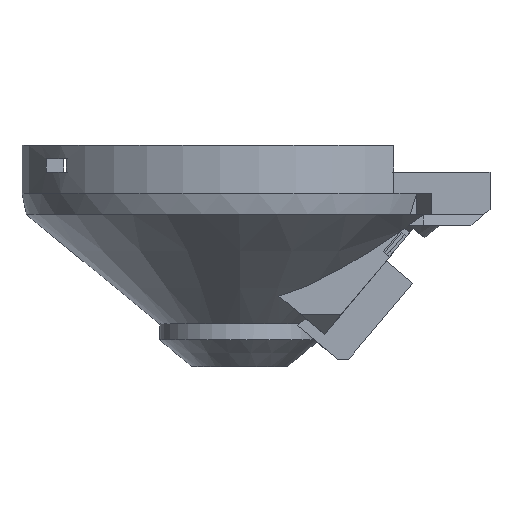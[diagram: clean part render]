
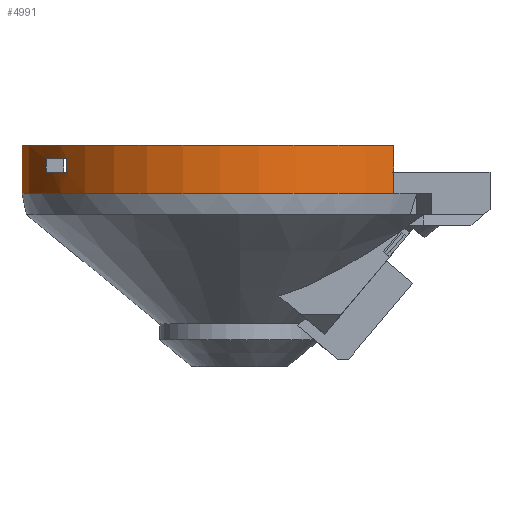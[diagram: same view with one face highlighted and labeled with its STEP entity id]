
A CAD part, left-side view. The second image highlights one B-rep face of the part: STEP entity #4991.
In plain terms, the highlighted cylindrical face has radius 20.5 mm (diameter 41 mm), a partial arc.
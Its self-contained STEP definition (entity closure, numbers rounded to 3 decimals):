
#51=CYLINDRICAL_SURFACE('',#5365,20.5);
#97=FACE_BOUND('',#833,.T.);
#98=FACE_BOUND('',#834,.T.);
#150=CIRCLE('',#5299,20.5);
#151=CIRCLE('',#5301,20.5);
#152=CIRCLE('',#5305,20.5);
#153=CIRCLE('',#5307,20.5);
#154=CIRCLE('',#5309,20.5);
#164=CIRCLE('',#5357,20.5);
#547=FACE_OUTER_BOUND('',#832,.T.);
#832=EDGE_LOOP('',(#4418,#4419,#4420,#4421,#4422,#4423));
#833=EDGE_LOOP('',(#4424,#4425,#4426,#4427));
#834=EDGE_LOOP('',(#4428,#4429,#4430,#4431));
#1201=LINE('',#8009,#1685);
#1226=LINE('',#8081,#1710);
#1229=LINE('',#8086,#1713);
#1234=LINE('',#8102,#1718);
#1236=LINE('',#8105,#1720);
#1244=LINE('',#8124,#1728);
#1245=LINE('',#8126,#1729);
#1278=LINE('',#8204,#1762);
#1685=VECTOR('',#6232,10.);
#1710=VECTOR('',#6289,10.);
#1713=VECTOR('',#6294,10.);
#1718=VECTOR('',#6313,10.);
#1720=VECTOR('',#6317,10.);
#1728=VECTOR('',#6333,10.);
#1729=VECTOR('',#6336,10.);
#1762=VECTOR('',#6419,10.);
#2243=VERTEX_POINT('',#8006);
#2244=VERTEX_POINT('',#8008);
#2271=VERTEX_POINT('',#8068);
#2272=VERTEX_POINT('',#8070);
#2273=VERTEX_POINT('',#8074);
#2274=VERTEX_POINT('',#8076);
#2275=VERTEX_POINT('',#8080);
#2276=VERTEX_POINT('',#8084);
#2277=VERTEX_POINT('',#8088);
#2278=VERTEX_POINT('',#8090);
#2279=VERTEX_POINT('',#8094);
#2280=VERTEX_POINT('',#8098);
#2281=VERTEX_POINT('',#8107);
#2307=VERTEX_POINT('',#8202);
#2904=EDGE_CURVE('',#2244,#2243,#1201,.T.);
#2936=EDGE_CURVE('',#2271,#2272,#150,.T.);
#2939=EDGE_CURVE('',#2273,#2274,#151,.T.);
#2940=EDGE_CURVE('',#2275,#2271,#1226,.T.);
#2943=EDGE_CURVE('',#2276,#2274,#1229,.T.);
#2945=EDGE_CURVE('',#2277,#2278,#152,.T.);
#2947=EDGE_CURVE('',#2275,#2279,#153,.T.);
#2950=EDGE_CURVE('',#2280,#2276,#154,.T.);
#2951=EDGE_CURVE('',#2279,#2272,#1234,.T.);
#2953=EDGE_CURVE('',#2243,#2278,#1236,.T.);
#2963=EDGE_CURVE('',#2281,#2277,#1244,.T.);
#2964=EDGE_CURVE('',#2280,#2273,#1245,.T.);
#3002=EDGE_CURVE('',#2281,#2307,#1278,.T.);
#3024=EDGE_CURVE('',#2307,#2244,#164,.T.);
#4418=ORIENTED_EDGE('',*,*,#2945,.F.);
#4419=ORIENTED_EDGE('',*,*,#2963,.F.);
#4420=ORIENTED_EDGE('',*,*,#3002,.T.);
#4421=ORIENTED_EDGE('',*,*,#3024,.T.);
#4422=ORIENTED_EDGE('',*,*,#2904,.T.);
#4423=ORIENTED_EDGE('',*,*,#2953,.T.);
#4424=ORIENTED_EDGE('',*,*,#2943,.F.);
#4425=ORIENTED_EDGE('',*,*,#2950,.F.);
#4426=ORIENTED_EDGE('',*,*,#2964,.T.);
#4427=ORIENTED_EDGE('',*,*,#2939,.T.);
#4428=ORIENTED_EDGE('',*,*,#2936,.T.);
#4429=ORIENTED_EDGE('',*,*,#2951,.F.);
#4430=ORIENTED_EDGE('',*,*,#2947,.F.);
#4431=ORIENTED_EDGE('',*,*,#2940,.T.);
#4991=ADVANCED_FACE('',(#547,#97,#98),#51,.T.);
#5299=AXIS2_PLACEMENT_3D('',#8072,#6279,#6280);
#5301=AXIS2_PLACEMENT_3D('',#8078,#6285,#6286);
#5305=AXIS2_PLACEMENT_3D('',#8091,#6298,#6299);
#5307=AXIS2_PLACEMENT_3D('',#8095,#6303,#6304);
#5309=AXIS2_PLACEMENT_3D('',#8100,#6309,#6310);
#5357=AXIS2_PLACEMENT_3D('',#8258,#6464,#6465);
#5365=AXIS2_PLACEMENT_3D('',#8282,#6486,#6487);
#6232=DIRECTION('',(0.,0.,1.));
#6279=DIRECTION('center_axis',(0.,0.,1.));
#6280=DIRECTION('ref_axis',(0.585,-0.811,0.));
#6285=DIRECTION('center_axis',(0.,0.,1.));
#6286=DIRECTION('ref_axis',(0.585,-0.811,0.));
#6289=DIRECTION('',(0.,0.,1.));
#6294=DIRECTION('',(0.,0.,1.));
#6298=DIRECTION('center_axis',(0.,0.,1.));
#6299=DIRECTION('ref_axis',(0.585,-0.811,0.));
#6303=DIRECTION('center_axis',(0.,0.,1.));
#6304=DIRECTION('ref_axis',(0.585,-0.811,0.));
#6309=DIRECTION('center_axis',(0.,0.,1.));
#6310=DIRECTION('ref_axis',(0.585,-0.811,0.));
#6313=DIRECTION('',(0.,0.,1.));
#6317=DIRECTION('',(0.,0.,1.));
#6333=DIRECTION('',(0.,0.,1.));
#6336=DIRECTION('',(0.,0.,1.));
#6419=DIRECTION('',(0.,0.,-1.));
#6464=DIRECTION('center_axis',(0.,0.,1.));
#6465=DIRECTION('ref_axis',(0.585,-0.811,0.));
#6486=DIRECTION('center_axis',(0.,0.,1.));
#6487=DIRECTION('ref_axis',(0.,1.,0.));
#8006=CARTESIAN_POINT('',(-14.5,-14.491,15.75));
#8008=CARTESIAN_POINT('',(-14.5,-14.491,13.75));
#8009=CARTESIAN_POINT('',(-14.5,-14.491,11.75));
#8068=CARTESIAN_POINT('',(-9.5,18.166,17.));
#8070=CARTESIAN_POINT('',(-12.5,16.248,17.));
#8072=CARTESIAN_POINT('Origin',(0.,0.,
17.));
#8074=CARTESIAN_POINT('',(12.5,16.248,17.));
#8076=CARTESIAN_POINT('',(9.5,18.166,17.));
#8078=CARTESIAN_POINT('Origin',(0.,0.,
17.));
#8080=CARTESIAN_POINT('',(-9.5,18.166,15.75));
#8081=CARTESIAN_POINT('',(-9.5,18.166,15.75));
#8084=CARTESIAN_POINT('',(9.5,18.166,15.75));
#8086=CARTESIAN_POINT('',(9.5,18.166,15.75));
#8088=CARTESIAN_POINT('',(14.5,-14.491,18.25));
#8090=CARTESIAN_POINT('',(-14.5,-14.491,18.25));
#8091=CARTESIAN_POINT('Origin',(0.,0.,
18.25));
#8094=CARTESIAN_POINT('',(-12.5,16.248,15.75));
#8095=CARTESIAN_POINT('Origin',(0.,0.,15.75));
#8098=CARTESIAN_POINT('',(12.5,16.248,15.75));
#8100=CARTESIAN_POINT('Origin',(0.,0.,15.75));
#8102=CARTESIAN_POINT('',(-12.5,16.248,15.75));
#8105=CARTESIAN_POINT('',(-14.5,-14.491,15.75));
#8107=CARTESIAN_POINT('',(14.5,-14.491,15.75));
#8124=CARTESIAN_POINT('',(14.5,-14.491,15.75));
#8126=CARTESIAN_POINT('',(12.5,16.248,15.75));
#8202=CARTESIAN_POINT('',(14.5,-14.491,13.75));
#8204=CARTESIAN_POINT('',(14.5,-14.491,11.75));
#8258=CARTESIAN_POINT('Origin',(0.,0.,13.75));
#8282=CARTESIAN_POINT('Origin',(0.,0.,11.75));
